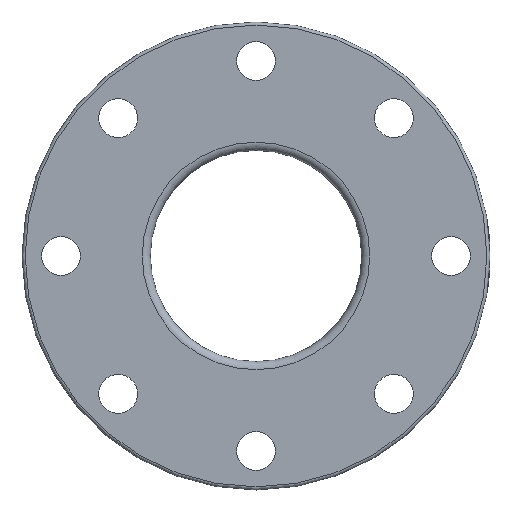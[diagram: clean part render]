
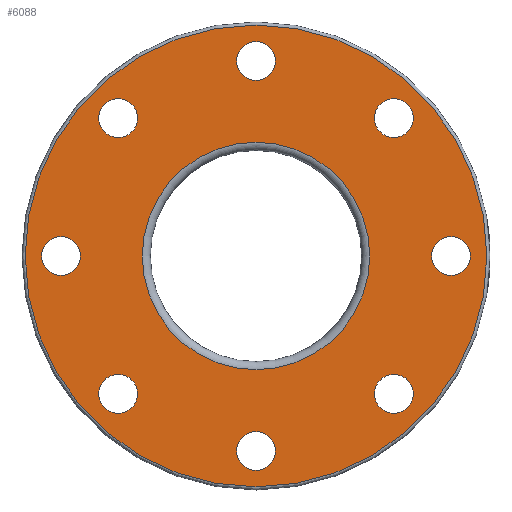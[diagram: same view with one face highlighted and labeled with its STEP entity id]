
A CAD part, top view. The second image highlights one B-rep face of the part: STEP entity #6088.
In plain terms, the highlighted planar face has unit normal (0, 0, 1).
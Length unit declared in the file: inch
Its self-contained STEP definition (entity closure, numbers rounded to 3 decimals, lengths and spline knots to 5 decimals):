
#75=FACE_BOUND('',#1442,.T.);
#76=FACE_BOUND('',#1443,.T.);
#77=FACE_BOUND('',#1444,.T.);
#78=FACE_BOUND('',#1445,.T.);
#79=FACE_BOUND('',#1446,.T.);
#80=FACE_BOUND('',#1447,.T.);
#81=FACE_BOUND('',#1448,.T.);
#82=FACE_BOUND('',#1449,.T.);
#83=FACE_BOUND('',#1450,.T.);
#84=FACE_BOUND('',#1451,.T.);
#735=PLANE('',#6403);
#1442=EDGE_LOOP('',(#5664));
#1443=EDGE_LOOP('',(#5665));
#1444=EDGE_LOOP('',(#5666));
#1445=EDGE_LOOP('',(#5667));
#1446=EDGE_LOOP('',(#5668));
#1447=EDGE_LOOP('',(#5669));
#1448=EDGE_LOOP('',(#5670));
#1449=EDGE_LOOP('',(#5671));
#1450=EDGE_LOOP('',(#5672));
#1451=EDGE_LOOP('',(#5673));
#1583=CIRCLE('',#6377,0.375);
#1585=CIRCLE('',#6380,0.375);
#1587=CIRCLE('',#6383,0.375);
#1589=CIRCLE('',#6386,0.375);
#1591=CIRCLE('',#6389,0.375);
#1593=CIRCLE('',#6392,0.375);
#1595=CIRCLE('',#6395,0.375);
#1597=CIRCLE('',#6398,0.375);
#1600=CIRCLE('',#6402,2.1875);
#1601=CIRCLE('',#6404,4.44);
#2986=VERTEX_POINT('',#13921);
#2988=VERTEX_POINT('',#13926);
#2990=VERTEX_POINT('',#13931);
#2992=VERTEX_POINT('',#13936);
#2994=VERTEX_POINT('',#13941);
#2996=VERTEX_POINT('',#13946);
#2998=VERTEX_POINT('',#13951);
#3000=VERTEX_POINT('',#13956);
#3003=VERTEX_POINT('',#13963);
#3004=VERTEX_POINT('',#13966);
#3882=EDGE_CURVE('',#2986,#2986,#1583,.T.);
#3884=EDGE_CURVE('',#2988,#2988,#1585,.T.);
#3886=EDGE_CURVE('',#2990,#2990,#1587,.T.);
#3888=EDGE_CURVE('',#2992,#2992,#1589,.T.);
#3890=EDGE_CURVE('',#2994,#2994,#1591,.T.);
#3892=EDGE_CURVE('',#2996,#2996,#1593,.T.);
#3894=EDGE_CURVE('',#2998,#2998,#1595,.T.);
#3896=EDGE_CURVE('',#3000,#3000,#1597,.T.);
#3899=EDGE_CURVE('',#3003,#3003,#1600,.T.);
#3900=EDGE_CURVE('',#3004,#3004,#1601,.T.);
#5664=ORIENTED_EDGE('',*,*,#3882,.T.);
#5665=ORIENTED_EDGE('',*,*,#3884,.T.);
#5666=ORIENTED_EDGE('',*,*,#3886,.T.);
#5667=ORIENTED_EDGE('',*,*,#3888,.T.);
#5668=ORIENTED_EDGE('',*,*,#3890,.T.);
#5669=ORIENTED_EDGE('',*,*,#3892,.T.);
#5670=ORIENTED_EDGE('',*,*,#3894,.T.);
#5671=ORIENTED_EDGE('',*,*,#3896,.T.);
#5672=ORIENTED_EDGE('',*,*,#3900,.F.);
#5673=ORIENTED_EDGE('',*,*,#3899,.F.);
#6088=ADVANCED_FACE('',(#75,#76,#77,#78,#79,#80,#81,#82,#83,#84),#735,.T.);
#6377=AXIS2_PLACEMENT_3D('',#13922,#7373,#7374);
#6380=AXIS2_PLACEMENT_3D('',#13927,#7379,#7380);
#6383=AXIS2_PLACEMENT_3D('',#13932,#7385,#7386);
#6386=AXIS2_PLACEMENT_3D('',#13937,#7391,#7392);
#6389=AXIS2_PLACEMENT_3D('',#13942,#7397,#7398);
#6392=AXIS2_PLACEMENT_3D('',#13947,#7403,#7404);
#6395=AXIS2_PLACEMENT_3D('',#13952,#7409,#7410);
#6398=AXIS2_PLACEMENT_3D('',#13957,#7415,#7416);
#6402=AXIS2_PLACEMENT_3D('',#13964,#7423,#7424);
#6403=AXIS2_PLACEMENT_3D('',#13965,#7425,#7426);
#6404=AXIS2_PLACEMENT_3D('',#13967,#7427,#7428);
#7373=DIRECTION('center_axis',(0.,0.,-1.));
#7374=DIRECTION('ref_axis',(-0.707,0.707,0.));
#7379=DIRECTION('center_axis',(0.,0.,-1.));
#7380=DIRECTION('ref_axis',(0.,1.,0.));
#7385=DIRECTION('center_axis',(0.,0.,-1.));
#7386=DIRECTION('ref_axis',(0.707,0.707,0.));
#7391=DIRECTION('center_axis',(0.,0.,-1.));
#7392=DIRECTION('ref_axis',(1.,0.,0.));
#7397=DIRECTION('center_axis',(0.,0.,-1.));
#7398=DIRECTION('ref_axis',(0.707,-0.707,0.));
#7403=DIRECTION('center_axis',(0.,0.,-1.));
#7404=DIRECTION('ref_axis',(0.,-1.,0.));
#7409=DIRECTION('center_axis',(0.,0.,-1.));
#7410=DIRECTION('ref_axis',(-0.707,-0.707,0.));
#7415=DIRECTION('center_axis',(0.,0.,-1.));
#7416=DIRECTION('ref_axis',(-1.,0.,0.));
#7423=DIRECTION('center_axis',(0.,0.,1.));
#7424=DIRECTION('ref_axis',(-1.,0.,0.));
#7425=DIRECTION('center_axis',(0.,0.,1.));
#7426=DIRECTION('ref_axis',(1.,0.,0.));
#7427=DIRECTION('center_axis',(0.,0.,-1.));
#7428=DIRECTION('ref_axis',(-1.,0.,0.));
#13921=CARTESIAN_POINT('',(2.91682,2.38649,0.5));
#13922=CARTESIAN_POINT('Origin',(2.65165,2.65165,0.5));
#13926=CARTESIAN_POINT('',(3.75,-0.375,0.5));
#13927=CARTESIAN_POINT('Origin',(3.75,0.,0.5));
#13931=CARTESIAN_POINT('',(2.38649,-2.91682,0.5));
#13932=CARTESIAN_POINT('Origin',(2.65165,-2.65165,0.5));
#13936=CARTESIAN_POINT('',(-0.375,-3.75,0.5));
#13937=CARTESIAN_POINT('Origin',(0.,-3.75,0.5));
#13941=CARTESIAN_POINT('',(-2.91682,-2.38649,0.5));
#13942=CARTESIAN_POINT('Origin',(-2.65165,-2.65165,0.5));
#13946=CARTESIAN_POINT('',(-3.75,0.375,0.5));
#13947=CARTESIAN_POINT('Origin',(-3.75,0.,0.5));
#13951=CARTESIAN_POINT('',(-2.38649,2.91682,0.5));
#13952=CARTESIAN_POINT('Origin',(-2.65165,2.65165,0.5));
#13956=CARTESIAN_POINT('',(0.375,3.75,0.5));
#13957=CARTESIAN_POINT('Origin',(0.,3.75,0.5));
#13963=CARTESIAN_POINT('',(2.1875,0.,0.5));
#13964=CARTESIAN_POINT('Origin',(0.,0.,0.5));
#13965=CARTESIAN_POINT('Origin',(0.,0.,0.5));
#13966=CARTESIAN_POINT('',(4.44,0.,0.5));
#13967=CARTESIAN_POINT('Origin',(0.,0.,0.5));
